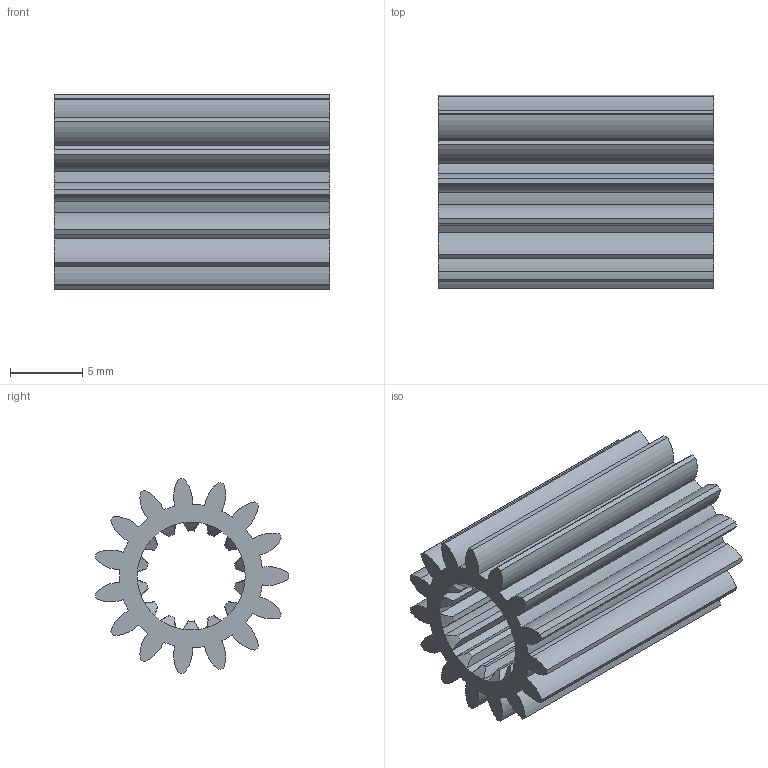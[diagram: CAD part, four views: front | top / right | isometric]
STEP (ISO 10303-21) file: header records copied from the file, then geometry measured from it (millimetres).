
FILE_DESCRIPTION (( 'STEP AP203' ), '1' );
FILE_NAME ('am-4148 15T 32DP Gear Spline Bore Falcon 500 Pinion.STEP', '2019-10-24T21:33:52', ( '' ), ( '' ), 'SwSTEP 2.0', 'SolidWorks 2019', '' );
FILE_SCHEMA (( 'CONFIG_CONTROL_DESIGN' ));
Length unit declared in the file: inch
Products named in the file (1): am-4148 15T 32DP Gear Spline Bore Falcon 500 Pinion
Bounding box: 19.05 x 13.38 x 13.45 mm (x, y, z)
Volume: 1301.1 mm3; surface area: 2183 mm2
Topology: 1 solids, 1 shells, 151 faces, 447 edges, 298 vertices
Faces by surface type: cylinder 93, bspline 28, cone 28, plane 2
Entity records: 6162 total; most frequent: CARTESIAN_POINT 2129, ORIENTED_EDGE 894, DIRECTION 797, EDGE_CURVE 447, AXIS2_PLACEMENT_3D 338, VERTEX_POINT 298, CIRCLE 214, EDGE_LOOP 153
